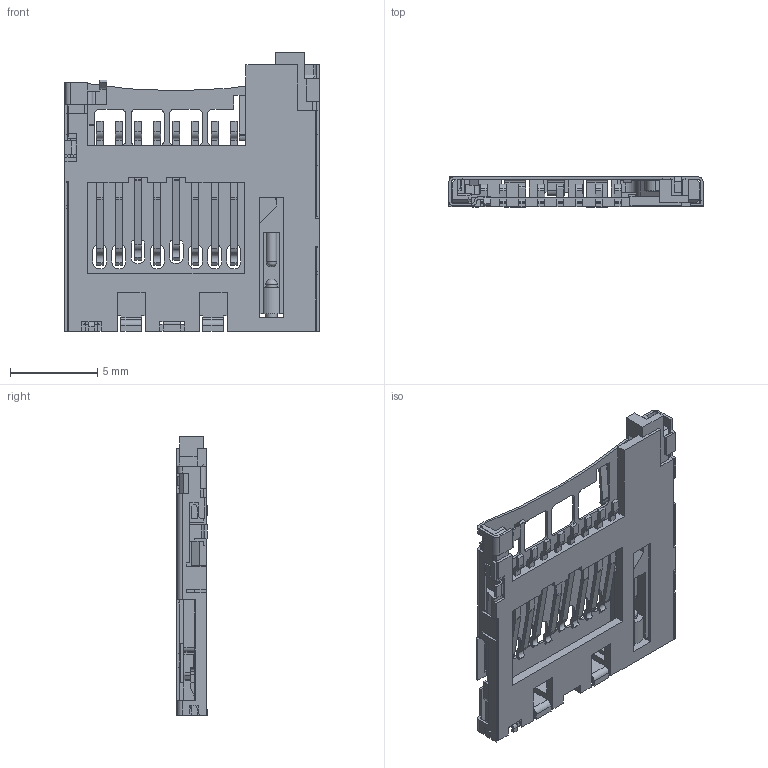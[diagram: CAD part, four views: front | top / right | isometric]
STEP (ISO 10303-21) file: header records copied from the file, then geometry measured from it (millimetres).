
FILE_DESCRIPTION (( 'STEP AP214' ), '1' );
FILE_NAME ('23E9722B-BE95-47CD-A1E1-2D2D4A82B0F1.STEP', '2008-03-13T22:26:44', ( 'sysAdmin' ), ( 'SolidWorks' ), 'SwSTEP 2.0', 'SolidWorks 2008', '' );
FILE_SCHEMA (( 'AUTOMOTIVE_DESIGN' ));
Length unit declared in the file: millimetre
Products named in the file (1): 23E9722B-BE95-47CD-A1E1-2D2D4A82B0F1
Bounding box: 14.6 x 1.73 x 16 mm (x, y, z)
Volume: 126.9 mm3; surface area: 924.1 mm2
Topology: 1 solids, 1 shells, 849 faces, 2568 edges, 1690 vertices
Faces by surface type: plane 631, cylinder 214, bspline 4
Entity records: 28705 total; most frequent: CARTESIAN_POINT 5163, ORIENTED_EDGE 5120, DIRECTION 4683, EDGE_CURVE 2560, VECTOR 2127, LINE 2127, VERTEX_POINT 1690, AXIS2_PLACEMENT_3D 1278
